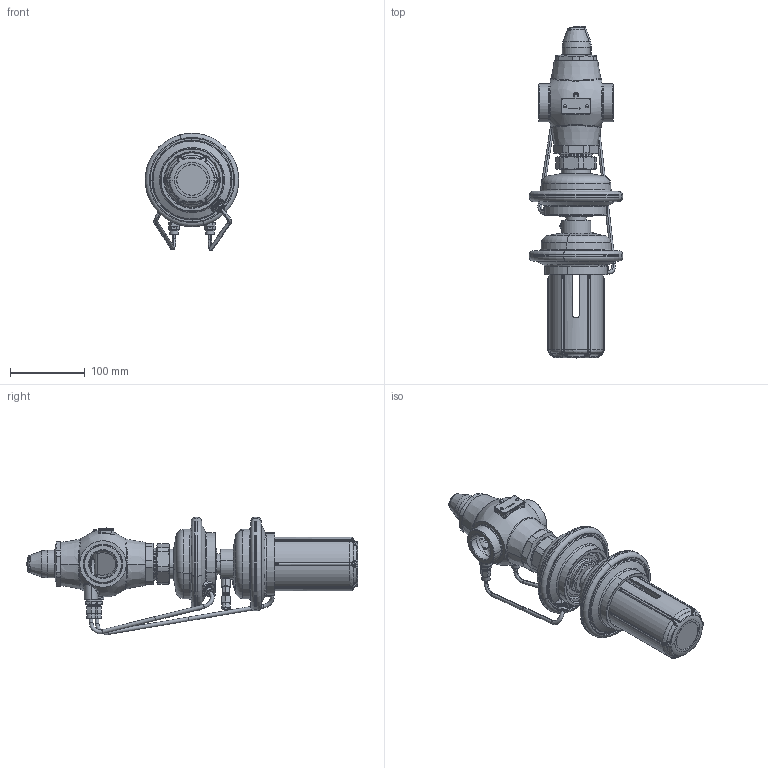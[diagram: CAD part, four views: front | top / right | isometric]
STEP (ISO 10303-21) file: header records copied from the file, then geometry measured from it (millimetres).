
FILE_DESCRIPTION((''),'2;1');
FILE_NAME('003H6552_ASM','2015-03-10T',('u317927'),('Danfoss'),'PRO/ENGINEER BY PARAMETRIC TECHNOLOGY CORPORATION, 2014000','PRO/ENGINEER BY PARAMETRIC TECHNOLOGY CORPORATION, 2014000','');
FILE_SCHEMA(('CONFIG_CONTROL_DESIGN'));
Length unit declared in the file: millimetre
Products named in the file (35): 100003201; SHILD-TYPE; NIET2_5; 8883842; 8883844_ASM; 49763; 88821540; 88821480_ASM; 88810710; SERTO2; SERTO3; SERTO-2_ASM; AVPQ-4-VALVE-32-THREAD_ASM; 88810780-MODIFIED; 8883816_ASM; 88810790_ZAVIHAN; 8883850_INST; 8883750_D45K_ASM; 8883807_INST; TRATA-MUTTER; D55A-D58A-XS0_2BAR_ASM; 100001376; 8883768_ASM; 5454300; 100002186; 8883838; AIP_V2-KOPIE; 8882954; STICKER-ACTUATOR; 8883540; 8883541; 8883503; 5211524; 5191729; 003H6552_ASM
Assembly tree (44 placements, depth 4):
  003H6552_ASM
    AVPQ-4-VALVE-32-THREAD_ASM
      100003201
      SHILD-TYPE
      NIET2_5  x2
      8883844_ASM
        8883842
      49763  x2
      88821480_ASM
        88821540
      SERTO-2_ASM  x2
        88810710
        SERTO2
        SERTO3
    8883768_ASM
      8883750_D45K_ASM
        88810780-MODIFIED
        8883816_ASM
        88810790_ZAVIHAN
        8883850_INST
      D55A-D58A-XS0_2BAR_ASM
        88810780-MODIFIED
        88810790_ZAVIHAN
        8883807_INST
        TRATA-MUTTER
      100001376
    5454300  x3
    SERTO2  x2
    100002186  x2
    8883838
    AIP_V2-KOPIE
    8882954
    STICKER-ACTUATOR
    8883540
    8883541
    8883503
    5211524
    5191729
Bounding box: 124.62 x 443.58 x 156.63 mm (x, y, z)
Volume: 819769.4 mm3; surface area: 393446.1 mm2
Topology: 38 solids, 62 shells, 2475 faces, 5815 edges, 3526 vertices
Faces by surface type: plane 770, cylinder 637, cone 446, torus 307, bspline 294, sphere 21
Entity records: 68851 total; most frequent: CARTESIAN_POINT 27132, DIRECTION 8666, ORIENTED_EDGE 8592, EDGE_CURVE 4339, AXIS2_PLACEMENT_3D 3676, VERTEX_POINT 2617, EDGE_LOOP 2011, CIRCLE 1967
